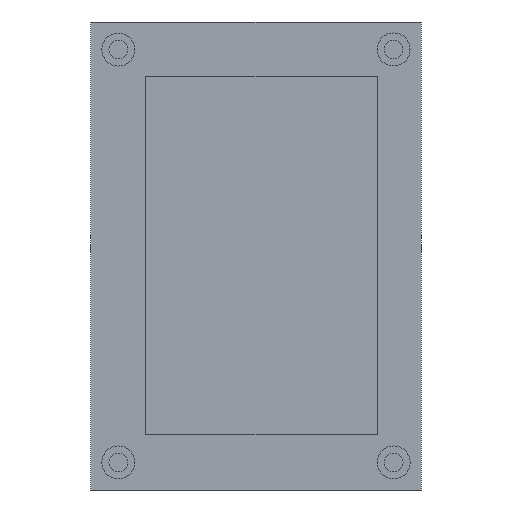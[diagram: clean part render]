
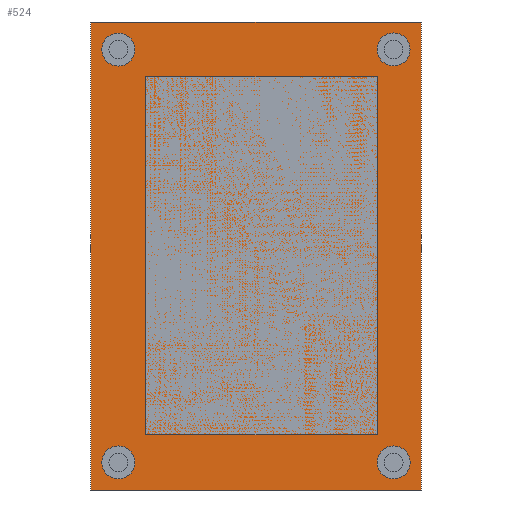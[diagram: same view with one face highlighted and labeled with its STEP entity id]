
A CAD part, front view. The second image highlights one B-rep face of the part: STEP entity #524.
In plain terms, the highlighted planar face has unit normal (0, -1, 0).
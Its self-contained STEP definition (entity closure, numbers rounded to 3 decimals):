
#42=FACE_BOUND('',#123,.T.);
#43=FACE_BOUND('',#124,.T.);
#44=FACE_BOUND('',#125,.T.);
#45=FACE_BOUND('',#126,.T.);
#55=CIRCLE('',#566,3.);
#57=CIRCLE('',#569,3.);
#59=CIRCLE('',#572,3.);
#61=CIRCLE('',#575,3.);
#87=FACE_OUTER_BOUND('',#122,.T.);
#122=EDGE_LOOP('',(#444,#445,#446,#447));
#123=EDGE_LOOP('',(#448));
#124=EDGE_LOOP('',(#449));
#125=EDGE_LOOP('',(#450));
#126=EDGE_LOOP('',(#451));
#165=LINE('',#808,#213);
#179=LINE('',#853,#227);
#181=LINE('',#857,#229);
#183=LINE('',#860,#231);
#213=VECTOR('',#644,10.);
#227=VECTOR('',#694,10.);
#229=VECTOR('',#698,10.);
#231=VECTOR('',#702,10.);
#260=VERTEX_POINT('',#805);
#261=VERTEX_POINT('',#807);
#267=VERTEX_POINT('',#827);
#269=VERTEX_POINT('',#833);
#271=VERTEX_POINT('',#839);
#273=VERTEX_POINT('',#845);
#274=VERTEX_POINT('',#852);
#275=VERTEX_POINT('',#856);
#313=EDGE_CURVE('',#261,#260,#165,.T.);
#324=EDGE_CURVE('',#267,#267,#55,.T.);
#327=EDGE_CURVE('',#269,#269,#57,.T.);
#330=EDGE_CURVE('',#271,#271,#59,.T.);
#333=EDGE_CURVE('',#273,#273,#61,.T.);
#335=EDGE_CURVE('',#274,#261,#179,.T.);
#337=EDGE_CURVE('',#260,#275,#181,.T.);
#339=EDGE_CURVE('',#275,#274,#183,.T.);
#444=ORIENTED_EDGE('',*,*,#339,.T.);
#445=ORIENTED_EDGE('',*,*,#335,.T.);
#446=ORIENTED_EDGE('',*,*,#313,.T.);
#447=ORIENTED_EDGE('',*,*,#337,.T.);
#448=ORIENTED_EDGE('',*,*,#330,.F.);
#449=ORIENTED_EDGE('',*,*,#324,.F.);
#450=ORIENTED_EDGE('',*,*,#333,.F.);
#451=ORIENTED_EDGE('',*,*,#327,.F.);
#497=PLANE('',#581);
#524=ADVANCED_FACE('',(#87,#42,#43,#44,#45),#497,.F.);
#566=AXIS2_PLACEMENT_3D('',#829,#664,#665);
#569=AXIS2_PLACEMENT_3D('',#835,#671,#672);
#572=AXIS2_PLACEMENT_3D('',#841,#678,#679);
#575=AXIS2_PLACEMENT_3D('',#847,#685,#686);
#581=AXIS2_PLACEMENT_3D('',#861,#703,#704);
#644=DIRECTION('',(1.,0.,0.));
#664=DIRECTION('center_axis',(0.,-1.,0.));
#665=DIRECTION('ref_axis',(1.,0.,0.));
#671=DIRECTION('center_axis',(0.,-1.,0.));
#672=DIRECTION('ref_axis',(1.,0.,0.));
#678=DIRECTION('center_axis',(0.,-1.,0.));
#679=DIRECTION('ref_axis',(1.,0.,0.));
#685=DIRECTION('center_axis',(0.,-1.,0.));
#686=DIRECTION('ref_axis',(1.,0.,0.));
#694=DIRECTION('',(0.,0.,-1.));
#698=DIRECTION('',(0.,0.,1.));
#702=DIRECTION('',(-1.,0.,0.));
#703=DIRECTION('center_axis',(0.,1.,0.));
#704=DIRECTION('ref_axis',(1.,0.,0.));
#805=CARTESIAN_POINT('',(125.,0.,40.));
#807=CARTESIAN_POINT('',(65.,0.,40.));
#808=CARTESIAN_POINT('',(65.,0.,40.));
#827=CARTESIAN_POINT('',(67.,0.,45.));
#829=CARTESIAN_POINT('Origin',(70.,0.,45.));
#833=CARTESIAN_POINT('',(117.,0.,45.));
#835=CARTESIAN_POINT('Origin',(120.,0.,45.));
#839=CARTESIAN_POINT('',(116.988,0.,120.012));
#841=CARTESIAN_POINT('Origin',(119.988,0.,120.012));
#845=CARTESIAN_POINT('',(67.,0.,120.));
#847=CARTESIAN_POINT('Origin',(70.,0.,120.));
#852=CARTESIAN_POINT('',(65.,0.,125.));
#853=CARTESIAN_POINT('',(65.,0.,125.));
#856=CARTESIAN_POINT('',(125.,0.,125.));
#857=CARTESIAN_POINT('',(125.,0.,40.));
#860=CARTESIAN_POINT('',(125.,0.,125.));
#861=CARTESIAN_POINT('Origin',(95.,0.,82.5));
